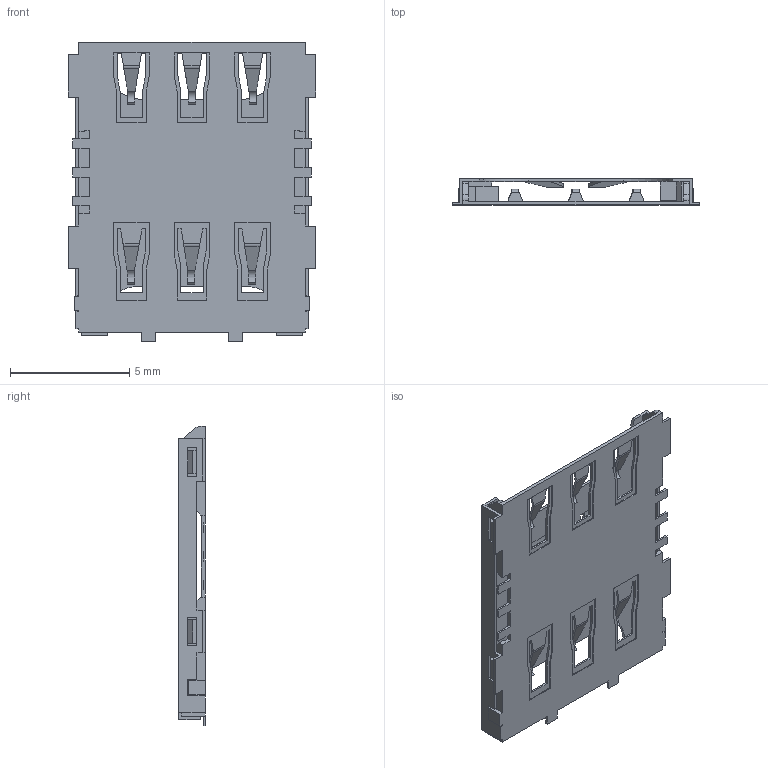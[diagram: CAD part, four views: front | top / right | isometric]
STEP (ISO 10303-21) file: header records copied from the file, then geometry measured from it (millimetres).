
FILE_DESCRIPTION((''),'2;1');
FILE_NAME('1042240820','2017-07-14T',('ghp'),(''),'PRO/ENGINEER BY PARAMETRIC TECHNOLOGY CORPORATION, 2012310','PRO/ENGINEER BY PARAMETRIC TECHNOLOGY CORPORATION, 2012310','');
FILE_SCHEMA(('CONFIG_CONTROL_DESIGN'));
Length unit declared in the file: millimetre
Products named in the file (1): 1042240820
Bounding box: 10.35 x 1.11 x 12.55 mm (x, y, z)
Volume: 31.4 mm3; surface area: 454.5 mm2
Topology: 1 solids, 1 shells, 489 faces, 1483 edges, 1006 vertices
Faces by surface type: plane 433, cylinder 56
Entity records: 16333 total; most frequent: CARTESIAN_POINT 3038, ORIENTED_EDGE 2822, DIRECTION 2487, EDGE_CURVE 1411, VECTOR 1347, LINE 1347, VERTEX_POINT 934, AXIS2_PLACEMENT_3D 570
